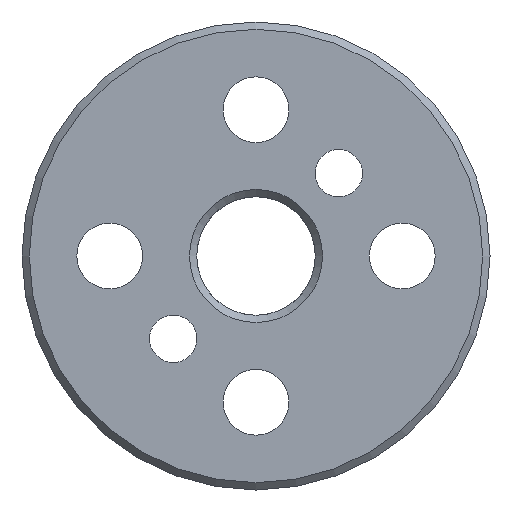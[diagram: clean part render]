
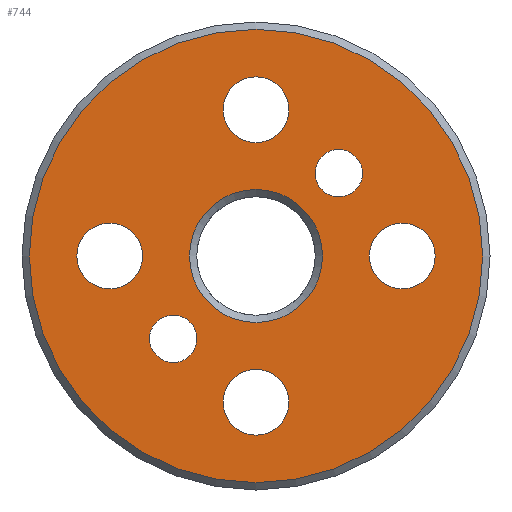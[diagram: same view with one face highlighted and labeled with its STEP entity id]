
A CAD part, left-side view. The second image highlights one B-rep face of the part: STEP entity #744.
In plain terms, the highlighted planar face has unit normal (-1, 0, 0).
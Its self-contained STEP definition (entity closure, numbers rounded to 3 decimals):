
#36=FACE_BOUND('',#186,.T.);
#37=FACE_BOUND('',#187,.T.);
#38=FACE_BOUND('',#188,.T.);
#39=FACE_BOUND('',#189,.T.);
#40=FACE_BOUND('',#190,.T.);
#41=FACE_BOUND('',#191,.T.);
#42=FACE_BOUND('',#192,.T.);
#87=PLANE('',#832);
#127=FACE_OUTER_BOUND('',#185,.T.);
#185=EDGE_LOOP('',(#680));
#186=EDGE_LOOP('',(#681));
#187=EDGE_LOOP('',(#682));
#188=EDGE_LOOP('',(#683));
#189=EDGE_LOOP('',(#684));
#190=EDGE_LOOP('',(#685));
#191=EDGE_LOOP('',(#686));
#192=EDGE_LOOP('',(#687));
#234=CIRCLE('',#817,1.621);
#235=CIRCLE('',#819,1.621);
#236=CIRCLE('',#823,2.25);
#237=CIRCLE('',#825,2.25);
#238=CIRCLE('',#827,2.25);
#239=CIRCLE('',#829,2.25);
#240=CIRCLE('',#831,4.55);
#241=CIRCLE('',#833,15.5);
#380=VERTEX_POINT('',#1332);
#381=VERTEX_POINT('',#1335);
#382=VERTEX_POINT('',#1343);
#383=VERTEX_POINT('',#1346);
#384=VERTEX_POINT('',#1349);
#385=VERTEX_POINT('',#1352);
#386=VERTEX_POINT('',#1355);
#387=VERTEX_POINT('',#1358);
#481=EDGE_CURVE('',#380,#380,#234,.T.);
#482=EDGE_CURVE('',#381,#381,#235,.T.);
#484=EDGE_CURVE('',#382,#382,#236,.T.);
#485=EDGE_CURVE('',#383,#383,#237,.T.);
#486=EDGE_CURVE('',#384,#384,#238,.T.);
#487=EDGE_CURVE('',#385,#385,#239,.T.);
#488=EDGE_CURVE('',#386,#386,#240,.T.);
#489=EDGE_CURVE('',#387,#387,#241,.T.);
#680=ORIENTED_EDGE('',*,*,#489,.F.);
#681=ORIENTED_EDGE('',*,*,#481,.T.);
#682=ORIENTED_EDGE('',*,*,#482,.T.);
#683=ORIENTED_EDGE('',*,*,#484,.T.);
#684=ORIENTED_EDGE('',*,*,#485,.T.);
#685=ORIENTED_EDGE('',*,*,#486,.T.);
#686=ORIENTED_EDGE('',*,*,#487,.T.);
#687=ORIENTED_EDGE('',*,*,#488,.F.);
#744=ADVANCED_FACE('',(#127,#36,#37,#38,#39,#40,#41,#42),#87,.T.);
#817=AXIS2_PLACEMENT_3D('',#1333,#1010,#1011);
#819=AXIS2_PLACEMENT_3D('',#1336,#1014,#1015);
#823=AXIS2_PLACEMENT_3D('',#1344,#1022,#1023);
#825=AXIS2_PLACEMENT_3D('',#1347,#1026,#1027);
#827=AXIS2_PLACEMENT_3D('',#1350,#1030,#1031);
#829=AXIS2_PLACEMENT_3D('',#1353,#1034,#1035);
#831=AXIS2_PLACEMENT_3D('',#1356,#1038,#1039);
#832=AXIS2_PLACEMENT_3D('',#1357,#1040,#1041);
#833=AXIS2_PLACEMENT_3D('',#1359,#1042,#1043);
#1010=DIRECTION('center_axis',(1.,0.,0.));
#1011=DIRECTION('ref_axis',(0.,0.,-1.));
#1014=DIRECTION('center_axis',(1.,0.,0.));
#1015=DIRECTION('ref_axis',(0.,0.,1.));
#1022=DIRECTION('center_axis',(1.,0.,0.));
#1023=DIRECTION('ref_axis',(0.,1.,0.));
#1026=DIRECTION('center_axis',(1.,0.,0.));
#1027=DIRECTION('ref_axis',(0.,0.,-1.));
#1030=DIRECTION('center_axis',(1.,0.,0.));
#1031=DIRECTION('ref_axis',(0.,-1.,0.));
#1034=DIRECTION('center_axis',(1.,0.,0.));
#1035=DIRECTION('ref_axis',(0.,0.,1.));
#1038=DIRECTION('center_axis',(-1.,0.,0.));
#1039=DIRECTION('ref_axis',(0.,-1.,0.));
#1040=DIRECTION('center_axis',(-1.,0.,0.));
#1041=DIRECTION('ref_axis',(0.,0.,1.));
#1042=DIRECTION('center_axis',(1.,0.,0.));
#1043=DIRECTION('ref_axis',(0.,-1.,0.));
#1332=CARTESIAN_POINT('',(-17.,5.657,-7.278));
#1333=CARTESIAN_POINT('Origin',(-17.,5.657,-5.657));
#1335=CARTESIAN_POINT('',(-17.,-5.657,7.278));
#1336=CARTESIAN_POINT('Origin',(-17.,-5.657,5.657));
#1343=CARTESIAN_POINT('',(-17.,12.25,0.));
#1344=CARTESIAN_POINT('Origin',(-17.,10.,0.));
#1346=CARTESIAN_POINT('',(-17.,0.,-12.25));
#1347=CARTESIAN_POINT('Origin',(-17.,0.,-10.));
#1349=CARTESIAN_POINT('',(-17.,-12.25,0.));
#1350=CARTESIAN_POINT('Origin',(-17.,-10.,0.));
#1352=CARTESIAN_POINT('',(-17.,0.,12.25));
#1353=CARTESIAN_POINT('Origin',(-17.,0.,10.));
#1355=CARTESIAN_POINT('',(-17.,4.55,0.));
#1356=CARTESIAN_POINT('Origin',(-17.,0.,0.));
#1357=CARTESIAN_POINT('Origin',(-17.,16.,0.));
#1358=CARTESIAN_POINT('',(-17.,15.5,0.));
#1359=CARTESIAN_POINT('Origin',(-17.,0.,0.));
